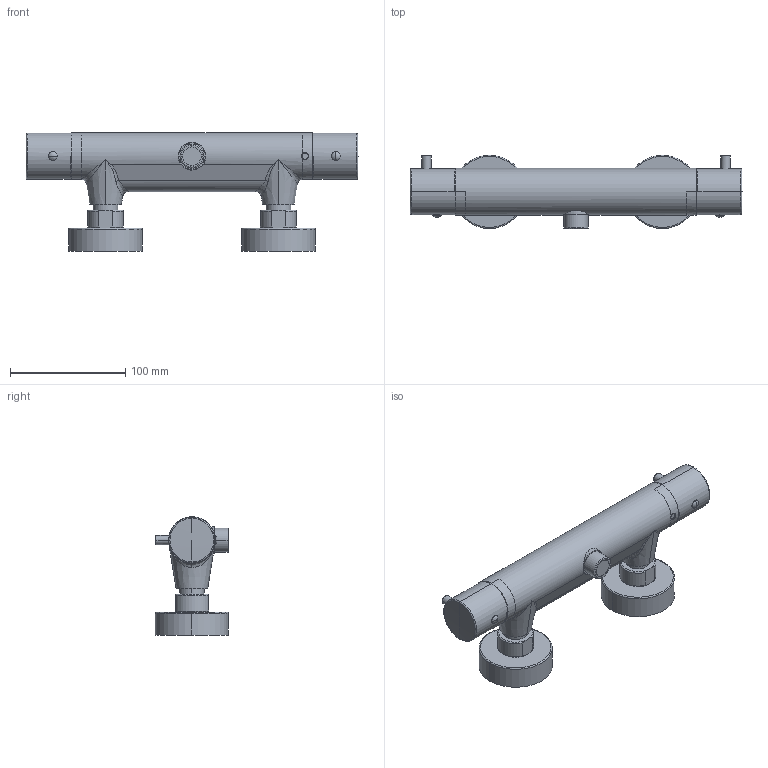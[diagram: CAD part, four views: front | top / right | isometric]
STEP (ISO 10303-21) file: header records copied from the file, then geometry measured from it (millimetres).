
FILE_DESCRIPTION((''),'2;1');
FILE_NAME('LIQ168CR','2021-01-15T14:15:07',('ut3'),('PAFFONI SpA'),'CREO PARAMETRIC BY PTC INC, 2020044','CREO PARAMETRIC BY PTC INC, 2020044','');
FILE_SCHEMA(('CONFIG_CONTROL_DESIGN','SHAPE_APPEARANCE_LAYERS_GROUPS'));
Length unit declared in the file: millimetre
Products named in the file (1): LIQ168CR
Bounding box: 287.93 x 63.75 x 102.75 mm (x, y, z)
Volume: 318836.6 mm3; surface area: 134174.9 mm2
Topology: 4 solids, 4 shells, 616 faces, 1472 edges, 894 vertices
Faces by surface type: plane 264, cylinder 195, cone 76, bspline 45, torus 28, sphere 8
Entity records: 30047 total; most frequent: CARTESIAN_POINT 11978, ORIENTED_EDGE 2928, DIRECTION 2769, EDGE_CURVE 1464, AXIS2_PLACEMENT_3D 1085, VERTEX_POINT 894, EDGE_LOOP 686, FACE_OUTER_BOUND 616
